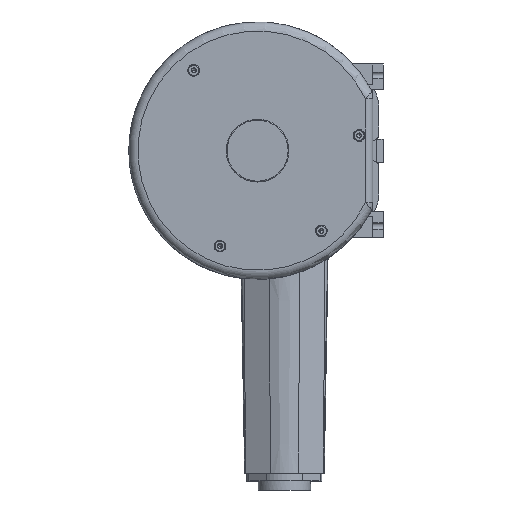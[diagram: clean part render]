
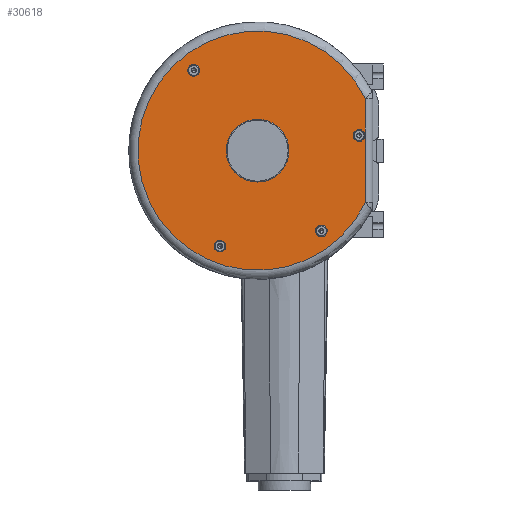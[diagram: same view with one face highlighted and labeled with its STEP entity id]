
A CAD part, left-side view. The second image highlights one B-rep face of the part: STEP entity #30618.
In plain terms, the highlighted planar face has unit normal (-1, 0, 0).
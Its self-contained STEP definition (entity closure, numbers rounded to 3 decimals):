
#12191=CARTESIAN_POINT('',(-328.,-257.5,123.882));
#12210=CARTESIAN_POINT('',(-328.,0.,0.));
#12211=DIRECTION('',(-1.,0.,0.));
#12212=DIRECTION('',(0.,-0.901,0.434));
#12213=AXIS2_PLACEMENT_3D('',#12210,#12211,#12212);
#12232=CARTESIAN_POINT('',(-328.,-257.5,-123.882));
#12249=CARTESIAN_POINT('',(-328.,0.,0.));
#12250=DIRECTION('',(-1.,0.,0.));
#12251=DIRECTION('',(0.,0.,1.));
#12252=AXIS2_PLACEMENT_3D('',#12249,#12250,#12251);
#12254=CARTESIAN_POINT('',(-328.,0.,0.));
#12255=DIRECTION('',(-1.,0.,0.));
#12256=DIRECTION('',(0.,0.,-1.));
#12257=AXIS2_PLACEMENT_3D('',#12254,#12255,#12256);
#12259=CARTESIAN_POINT('',(-328.,152.52,191.744));
#12260=DIRECTION('',(-1.,0.,0.));
#12261=DIRECTION('',(0.,0.,1.));
#12262=AXIS2_PLACEMENT_3D('',#12259,#12260,#12261);
#12264=CARTESIAN_POINT('',(-328.,152.52,191.744));
#12265=DIRECTION('',(-1.,0.,0.));
#12266=DIRECTION('',(0.,0.,-1.));
#12267=AXIS2_PLACEMENT_3D('',#12264,#12265,#12266);
#12269=CARTESIAN_POINT('',(-328.,-242.315,36.214));
#12270=DIRECTION('',(-1.,0.,0.));
#12271=DIRECTION('',(0.,0.,1.));
#12272=AXIS2_PLACEMENT_3D('',#12269,#12270,#12271);
#12274=CARTESIAN_POINT('',(-328.,-242.315,36.214));
#12275=DIRECTION('',(-1.,0.,0.));
#12276=DIRECTION('',(0.,0.,-1.));
#12277=AXIS2_PLACEMENT_3D('',#12274,#12275,#12276);
#12279=CARTESIAN_POINT('',(-328.,-152.52,-191.744));
#12280=DIRECTION('',(-1.,0.,0.));
#12281=DIRECTION('',(0.,0.,1.));
#12282=AXIS2_PLACEMENT_3D('',#12279,#12280,#12281);
#12284=CARTESIAN_POINT('',(-328.,-152.52,-191.744));
#12285=DIRECTION('',(-1.,0.,0.));
#12286=DIRECTION('',(0.,0.,-1.));
#12287=AXIS2_PLACEMENT_3D('',#12284,#12285,#12286);
#12289=CARTESIAN_POINT('',(-328.,89.795,-227.958));
#12290=DIRECTION('',(-1.,0.,0.));
#12291=DIRECTION('',(0.,0.,1.));
#12292=AXIS2_PLACEMENT_3D('',#12289,#12290,#12291);
#12294=CARTESIAN_POINT('',(-328.,89.795,-227.958));
#12295=DIRECTION('',(-1.,0.,0.));
#12296=DIRECTION('',(0.,0.,-1.));
#12297=AXIS2_PLACEMENT_3D('',#12294,#12295,#12296);
#12299=DIRECTION('',(0.,0.,1.));
#12300=VECTOR('',#12299,247.765);
#12301=CARTESIAN_POINT('',(-328.,-257.5,-123.882));
#12302=LINE('',#12301,#12300);
#15602=CARTESIAN_POINT('',(-328.,0.,75.));
#15603=CARTESIAN_POINT('',(-328.,0.,-75.));
#15604=VERTEX_POINT('',#15602);
#15605=VERTEX_POINT('',#15603);
#15606=CARTESIAN_POINT('',(-328.,152.52,205.744));
#15607=CARTESIAN_POINT('',(-328.,152.52,177.744));
#15608=VERTEX_POINT('',#15606);
#15609=VERTEX_POINT('',#15607);
#15610=CARTESIAN_POINT('',(-328.,-242.315,50.214));
#15611=CARTESIAN_POINT('',(-328.,-242.315,22.214));
#15612=VERTEX_POINT('',#15610);
#15613=VERTEX_POINT('',#15611);
#15614=CARTESIAN_POINT('',(-328.,-152.52,-177.744));
#15615=CARTESIAN_POINT('',(-328.,-152.52,-205.744));
#15616=VERTEX_POINT('',#15614);
#15617=VERTEX_POINT('',#15615);
#15618=CARTESIAN_POINT('',(-328.,89.795,-213.958));
#15619=CARTESIAN_POINT('',(-328.,89.795,-241.958));
#15620=VERTEX_POINT('',#15618);
#15621=VERTEX_POINT('',#15619);
#16009=VERTEX_POINT('',#12191);
#16019=VERTEX_POINT('',#12232);
#30579=CARTESIAN_POINT('',(-328.,0.,0.));
#30580=DIRECTION('',(1.,0.,0.));
#30581=DIRECTION('',(0.,-1.,0.));
#30582=AXIS2_PLACEMENT_3D('',#30579,#30580,#30581);
#30583=PLANE('',#30582);
#30584=ORIENTED_EDGE('',*,*,#30573,.F.);
#30585=ORIENTED_EDGE('',*,*,#30470,.F.);
#30586=EDGE_LOOP('',(#30584,#30585));
#30587=FACE_OUTER_BOUND('',#30586,.F.);
#30589=ORIENTED_EDGE('',*,*,#30588,.T.);
#30591=ORIENTED_EDGE('',*,*,#30590,.T.);
#30592=EDGE_LOOP('',(#30589,#30591));
#30593=FACE_BOUND('',#30592,.F.);
#30595=ORIENTED_EDGE('',*,*,#30594,.T.);
#30597=ORIENTED_EDGE('',*,*,#30596,.T.);
#30598=EDGE_LOOP('',(#30595,#30597));
#30599=FACE_BOUND('',#30598,.F.);
#30601=ORIENTED_EDGE('',*,*,#30600,.T.);
#30603=ORIENTED_EDGE('',*,*,#30602,.T.);
#30604=EDGE_LOOP('',(#30601,#30603));
#30605=FACE_BOUND('',#30604,.F.);
#30607=ORIENTED_EDGE('',*,*,#30606,.T.);
#30609=ORIENTED_EDGE('',*,*,#30608,.T.);
#30610=EDGE_LOOP('',(#30607,#30609));
#30611=FACE_BOUND('',#30610,.F.);
#30613=ORIENTED_EDGE('',*,*,#30612,.T.);
#30615=ORIENTED_EDGE('',*,*,#30614,.T.);
#30616=EDGE_LOOP('',(#30613,#30615));
#30617=FACE_BOUND('',#30616,.F.);
#30618=ADVANCED_FACE('',(#30587,#30593,#30599,#30605,#30611,#30617),#30583,.F.);
#12214=CIRCLE('',#12213,285.75);
#12253=CIRCLE('',#12252,75.);
#12258=CIRCLE('',#12257,75.);
#12263=CIRCLE('',#12262,14.);
#12268=CIRCLE('',#12267,14.);
#12273=CIRCLE('',#12272,14.);
#12278=CIRCLE('',#12277,14.);
#12283=CIRCLE('',#12282,14.);
#12288=CIRCLE('',#12287,14.);
#12293=CIRCLE('',#12292,14.);
#12298=CIRCLE('',#12297,14.);
#30470=EDGE_CURVE('',#16009,#16019,#12214,.T.);
#30573=EDGE_CURVE('',#16019,#16009,#12302,.T.);
#30588=EDGE_CURVE('',#15604,#15605,#12253,.T.);
#30590=EDGE_CURVE('',#15605,#15604,#12258,.T.);
#30594=EDGE_CURVE('',#15608,#15609,#12263,.T.);
#30596=EDGE_CURVE('',#15609,#15608,#12268,.T.);
#30600=EDGE_CURVE('',#15612,#15613,#12273,.T.);
#30602=EDGE_CURVE('',#15613,#15612,#12278,.T.);
#30606=EDGE_CURVE('',#15616,#15617,#12283,.T.);
#30608=EDGE_CURVE('',#15617,#15616,#12288,.T.);
#30612=EDGE_CURVE('',#15620,#15621,#12293,.T.);
#30614=EDGE_CURVE('',#15621,#15620,#12298,.T.);
